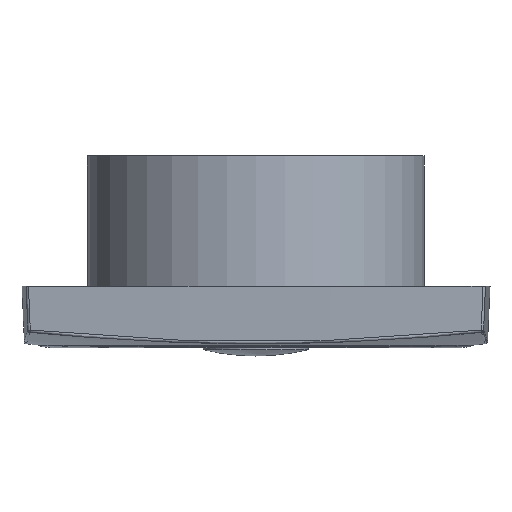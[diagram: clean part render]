
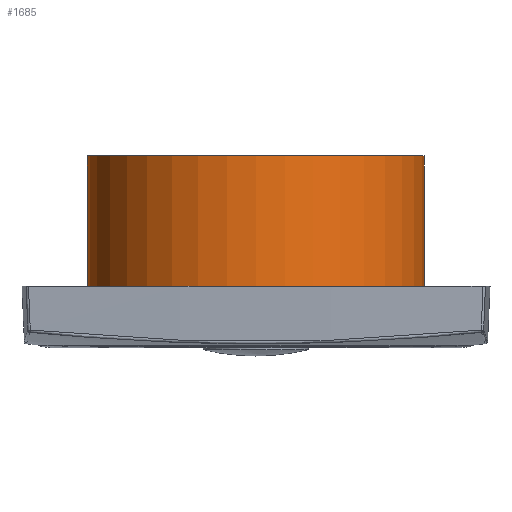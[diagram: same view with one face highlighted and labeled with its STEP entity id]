
A CAD part, front view. The second image highlights one B-rep face of the part: STEP entity #1685.
In plain terms, the highlighted cylindrical face has radius 133 mm (diameter 266 mm), a partial arc.
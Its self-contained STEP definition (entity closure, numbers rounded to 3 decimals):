
#31 = DIRECTION ( 'NONE',  ( 0., 0., -1. ) ) ;
#34 = CARTESIAN_POINT ( 'NONE',  ( 0., 0., 103. ) ) ;
#47 = DIRECTION ( 'NONE',  ( -1., 0., 0. ) ) ;
#149 = CARTESIAN_POINT ( 'NONE',  ( 133., 0., 0. ) ) ;
#173 = CARTESIAN_POINT ( 'NONE',  ( -133., 0., 103. ) ) ;
#257 = CARTESIAN_POINT ( 'NONE',  ( 133., 0., 103. ) ) ;
#275 = CARTESIAN_POINT ( 'NONE',  ( -133., 0., 0. ) ) ;
#467 = VERTEX_POINT ( 'NONE', #275 ) ;
#475 = VERTEX_POINT ( 'NONE', #257 ) ;
#478 = VERTEX_POINT ( 'NONE', #149 ) ;
#555 = VERTEX_POINT ( 'NONE', #173 ) ;
#760 = VECTOR ( 'NONE', #2631, 1000. ) ;
#764 = VECTOR ( 'NONE', #2641, 1000. ) ;
#765 = LINE ( 'NONE', #2630, #760 ) ;
#766 = LINE ( 'NONE', #2636, #764 ) ;
#1121 = CYLINDRICAL_SURFACE ( 'NONE', #3161, 133. ) ;
#1122 = FACE_OUTER_BOUND ( 'NONE', #6003, .T. ) ;
#1685 = ADVANCED_FACE ( 'NONE', ( #1122 ), #1121, .T. ) ;
#1863 = AXIS2_PLACEMENT_3D ( 'NONE', #4702, #4703, #4704 ) ;
#1864 = AXIS2_PLACEMENT_3D ( 'NONE', #4705, #4706, #4707 ) ;
#2630 = CARTESIAN_POINT ( 'NONE',  ( 133., 0., 103. ) ) ;
#2631 = DIRECTION ( 'NONE',  ( 0., 0., -1. ) ) ;
#2636 = CARTESIAN_POINT ( 'NONE',  ( -133., 0., 103. ) ) ;
#2641 = DIRECTION ( 'NONE',  ( 0., 0., -1. ) ) ;
#2932 = EDGE_CURVE ( 'NONE', #555, #467, #766, .T. ) ;
#2934 = EDGE_CURVE ( 'NONE', #475, #478, #765, .T. ) ;
#3161 = AXIS2_PLACEMENT_3D ( 'NONE', #34, #31, #47 ) ;
#3909 = CIRCLE ( 'NONE', #1863, 133. ) ;
#3910 = CIRCLE ( 'NONE', #1864, 133. ) ;
#4224 = EDGE_CURVE ( 'NONE', #555, #475, #3909, .T. ) ;
#4225 = EDGE_CURVE ( 'NONE', #467, #478, #3910, .T. ) ;
#4702 = CARTESIAN_POINT ( 'NONE',  ( 0., 0., 103. ) ) ;
#4703 = DIRECTION ( 'NONE',  ( 0., 0., 1. ) ) ;
#4704 = DIRECTION ( 'NONE',  ( 1., 0., 0. ) ) ;
#4705 = CARTESIAN_POINT ( 'NONE',  ( 0., 0., 0. ) ) ;
#4706 = DIRECTION ( 'NONE',  ( 0., 0., 1. ) ) ;
#4707 = DIRECTION ( 'NONE',  ( 1., 0., 0. ) ) ;
#6003 = EDGE_LOOP ( 'NONE', ( #6302, #6301, #6300, #6299 ) ) ;
#6299 = ORIENTED_EDGE ( 'NONE', *, *, #4225, .T. ) ;
#6300 = ORIENTED_EDGE ( 'NONE', *, *, #2932, .T. ) ;
#6301 = ORIENTED_EDGE ( 'NONE', *, *, #4224, .F. ) ;
#6302 = ORIENTED_EDGE ( 'NONE', *, *, #2934, .F. ) ;
